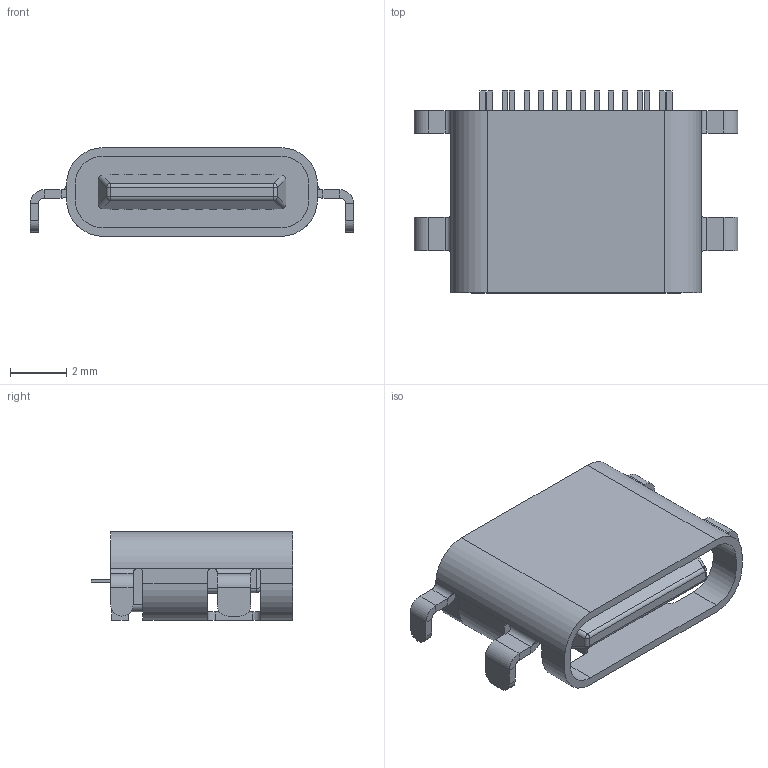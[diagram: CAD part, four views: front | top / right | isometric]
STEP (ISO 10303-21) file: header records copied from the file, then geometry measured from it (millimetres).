
FILE_DESCRIPTION(('FreeCAD Model'),'2;1');
FILE_NAME('Open CASCADE Shape Model','2022-07-23T14:35:33',('Author'),( ''),'Open CASCADE STEP processor 7.5','FreeCAD','Unknown');
FILE_SCHEMA(('AUTOMOTIVE_DESIGN { 1 0 10303 214 1 1 1 1 }'));
Length unit declared in the file: millimetre
Products named in the file (5): USB1; USB-C-SMD_TYPE-C-31-M-13C; =>[0:1:1:5]002; =>[0:1:1:5]; =>[0:1:1:5]001
Assembly tree (4 placements, depth 4):
  USB1
    USB-C-SMD_TYPE-C-31-M-13C
      =>[0:1:1:5]002
        =>[0:1:1:5]
        =>[0:1:1:5]001
Bounding box: 11.54 x 7.2 x 3.16 mm (x, y, z)
Volume: 107.5 mm3; surface area: 421.5 mm2
Topology: 2 solids, 2 shells, 399 faces, 1048 edges, 668 vertices
Faces by surface type: plane 311, cylinder 70, bspline 14, sphere 4
Entity records: 27982 total; most frequent: CARTESIAN_POINT 6982, DIRECTION 3834, LINE 2736, VECTOR 2736, ORIENTED_EDGE 2088, PCURVE 2088, DEFINITIONAL_REPRESENTATION 2088, EDGE_CURVE 1044
